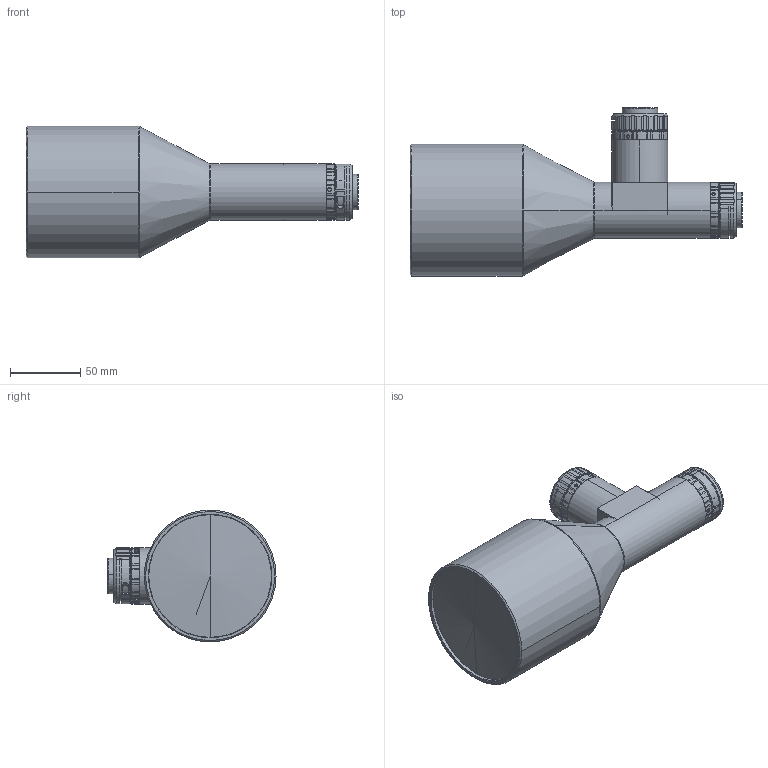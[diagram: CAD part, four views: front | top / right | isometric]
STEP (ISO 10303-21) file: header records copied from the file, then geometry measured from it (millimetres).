
FILE_DESCRIPTION (( 'STEP AP203' ), '1' );
FILE_NAME ('DTCA111-111-72-AL.STEP', '2023-07-14T06:47:04', ( '' ), ( '' ), 'SwSTEP 2.0', 'SolidWorks 2017', '' );
FILE_SCHEMA (( 'CONFIG_CONTROL_DESIGN' ));
Length unit declared in the file: millimetre
Products named in the file (1): DTCA111-111-72-AL
Bounding box: 236.76 x 119.85 x 94 mm (x, y, z)
Volume: 935309.2 mm3; surface area: 66503.6 mm2
Topology: 1 solids, 4 shells, 410 faces, 1112 edges, 714 vertices
Faces by surface type: cylinder 225, cone 116, plane 65, bspline 4
Entity records: 14378 total; most frequent: CARTESIAN_POINT 4400, ORIENTED_EDGE 2208, DIRECTION 1966, EDGE_CURVE 1104, AXIS2_PLACEMENT_3D 816, VERTEX_POINT 714, EDGE_LOOP 426, ADVANCED_FACE 410
